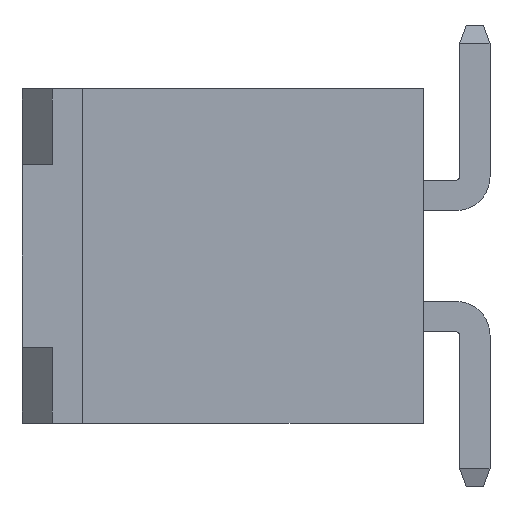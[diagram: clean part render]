
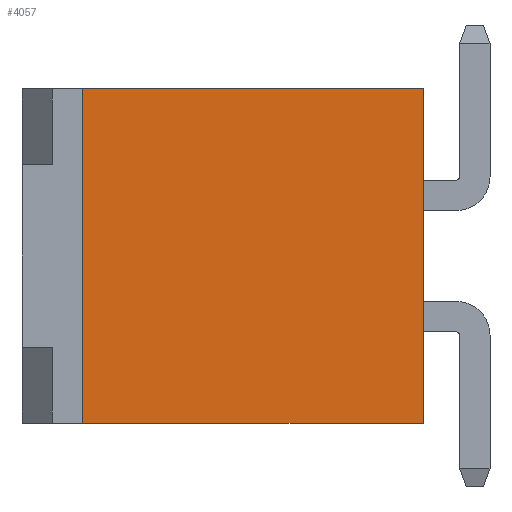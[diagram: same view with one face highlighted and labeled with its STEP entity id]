
A CAD part, left-side view. The second image highlights one B-rep face of the part: STEP entity #4057.
In plain terms, the highlighted planar face has unit normal (-1, 0, 0).
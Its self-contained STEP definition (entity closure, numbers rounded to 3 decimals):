
#289=FACE_OUTER_BOUND('',#524,.T.);
#524=EDGE_LOOP('',(#3596,#3597,#3598,#3599));
#932=LINE('',#6224,#1467);
#989=LINE('',#6339,#1524);
#1013=LINE('',#6386,#1548);
#1059=LINE('',#6476,#1594);
#1467=VECTOR('',#5113,0.56);
#1524=VECTOR('',#5186,0.55);
#1548=VECTOR('',#5232,0.56);
#1594=VECTOR('',#5324,0.55);
#1870=VERTEX_POINT('',#6221);
#1871=VERTEX_POINT('',#6223);
#1921=VERTEX_POINT('',#6338);
#1933=VERTEX_POINT('',#6385);
#2378=EDGE_CURVE('',#1871,#1870,#932,.T.);
#2435=EDGE_CURVE('',#1871,#1921,#989,.T.);
#2459=EDGE_CURVE('',#1921,#1933,#1013,.T.);
#2505=EDGE_CURVE('',#1870,#1933,#1059,.T.);
#3596=ORIENTED_EDGE('',*,*,#2378,.T.);
#3597=ORIENTED_EDGE('',*,*,#2505,.T.);
#3598=ORIENTED_EDGE('',*,*,#2459,.F.);
#3599=ORIENTED_EDGE('',*,*,#2435,.F.);
#3834=PLANE('',#4308);
#4057=ADVANCED_FACE('',(#289),#3834,.T.);
#4308=AXIS2_PLACEMENT_3D('',#6478,#5327,#5328);
#5113=DIRECTION('',(0.,-1.,0.));
#5186=DIRECTION('',(0.,0.,1.));
#5232=DIRECTION('',(0.,-1.,0.));
#5324=DIRECTION('',(0.,0.,1.));
#5327=DIRECTION('center_axis',(-1.,0.,0.));
#5328=DIRECTION('ref_axis',(0.,-1.,0.));
#6221=CARTESIAN_POINT('',(-0.66,0.,-0.275));
#6223=CARTESIAN_POINT('',(-0.66,0.56,-0.275));
#6224=CARTESIAN_POINT('',(-0.66,0.56,-0.275));
#6338=CARTESIAN_POINT('',(-0.66,0.56,0.275));
#6339=CARTESIAN_POINT('',(-0.66,0.56,-0.275));
#6385=CARTESIAN_POINT('',(-0.66,0.,0.275));
#6386=CARTESIAN_POINT('',(-0.66,0.56,0.275));
#6476=CARTESIAN_POINT('',(-0.66,0.,-0.275));
#6478=CARTESIAN_POINT('Origin',(-0.66,0.56,-0.275));
